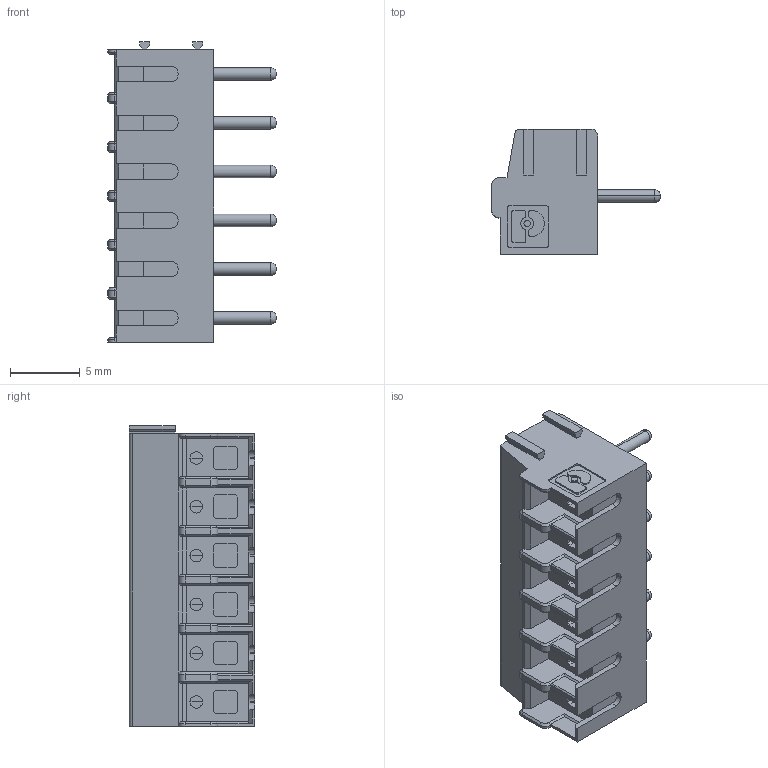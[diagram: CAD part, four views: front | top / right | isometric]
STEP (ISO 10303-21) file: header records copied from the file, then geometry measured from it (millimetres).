
FILE_DESCRIPTION(('SolidDesigner STEP Export'),'2;1');
FILE_NAME('pt_1.5-6-3.5-v.stp','2004-01-14T15:38:06',(''),(''),'OneSpaceDesigner STEP processor Version: 9.0 (March 2001)for AP214(CD)(Solid Model)','CoCreate OneSpaceDesigner: 11.50A 18-Jul-2002(C) CoCreate Software GmbH','');
FILE_SCHEMA(('AUTOMOTIVE_DESIGN_CC2 {1 2 10303 214 -1 1 5 1}'));
Length unit declared in the file: millimetre
Products named in the file (2): pt_1.5-6-3.5-v
Assembly tree (1 placements, depth 2):
  pt_1.5-6-3.5-v
    pt_1.5-6-3.5-v
Bounding box: 12.1 x 9 x 21.57 mm (x, y, z)
Volume: 1063.7 mm3; surface area: 1262.3 mm2
Topology: 1 solids, 1 shells, 533 faces, 1437 edges, 940 vertices
Faces by surface type: plane 363, cylinder 98, torus 36, cone 36
Entity records: 20910 total; most frequent: CARTESIAN_POINT 3660, ORIENTED_EDGE 2874, DIRECTION 2457, EDGE_CURVE 1437, VECTOR 1015, LINE 1015, VERTEX_POINT 940, AXIS2_PLACEMENT_3D 721
